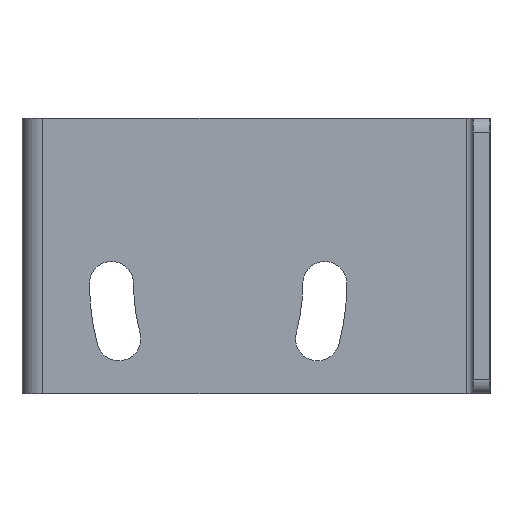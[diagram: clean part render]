
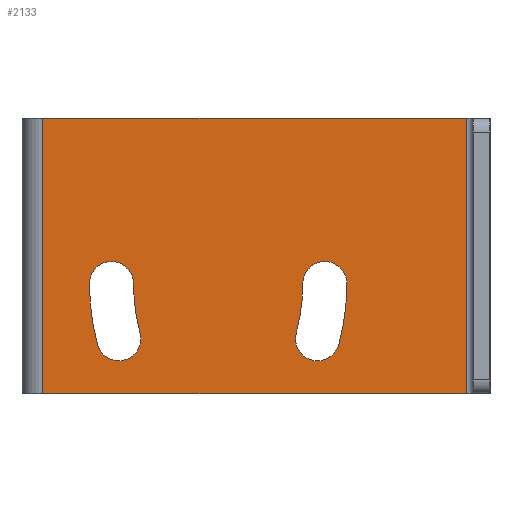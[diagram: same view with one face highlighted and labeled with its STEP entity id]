
A CAD part, left-side view. The second image highlights one B-rep face of the part: STEP entity #2133.
In plain terms, the highlighted planar face has unit normal (-1, 0, 0).
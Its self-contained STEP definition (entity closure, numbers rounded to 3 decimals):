
#64=DIRECTION('',(0.,-1.,0.));
#65=VECTOR('',#64,30.8);
#66=CARTESIAN_POINT('',(-4.9,2.9,-18.8));
#67=LINE('',#66,#65);
#986=DIRECTION('',(0.,0.,1.));
#987=VECTOR('',#986,20.);
#988=CARTESIAN_POINT('',(-4.9,-27.9,-18.8));
#989=LINE('',#988,#987);
#993=DIRECTION('',(0.,-1.,0.));
#994=VECTOR('',#993,30.8);
#995=CARTESIAN_POINT('',(-4.9,2.9,1.2));
#996=LINE('',#995,#994);
#1000=CARTESIAN_POINT('',(-4.9,-17.6,-10.8));
#1001=DIRECTION('',(-1.,0.,0.));
#1002=DIRECTION('',(0.,-1.,0.));
#1003=AXIS2_PLACEMENT_3D('',#1000,#1001,#1002);
#1008=CARTESIAN_POINT('',(-4.9,-17.6,-10.8));
#1009=DIRECTION('',(-1.,0.,0.));
#1010=DIRECTION('',(0.,0.,1.));
#1011=AXIS2_PLACEMENT_3D('',#1008,#1009,#1010);
#1016=CARTESIAN_POINT('',(-4.9,-2.1,-10.8));
#1017=DIRECTION('',(1.,0.,0.));
#1018=DIRECTION('',(0.,-1.,0.));
#1019=AXIS2_PLACEMENT_3D('',#1016,#1017,#1018);
#1024=CARTESIAN_POINT('',(-4.9,-17.072,-14.812));
#1025=DIRECTION('',(-1.,0.,0.));
#1026=DIRECTION('',(0.,0.966,0.259));
#1027=AXIS2_PLACEMENT_3D('',#1024,#1025,#1026);
#1032=CARTESIAN_POINT('',(-4.9,-17.072,-14.812));
#1033=DIRECTION('',(-1.,0.,0.));
#1034=DIRECTION('',(0.,0.,-1.));
#1035=AXIS2_PLACEMENT_3D('',#1032,#1033,#1034);
#1040=CARTESIAN_POINT('',(-4.9,-2.1,-10.8));
#1041=DIRECTION('',(-1.,0.,0.));
#1042=DIRECTION('',(0.,-0.966,-0.259));
#1043=AXIS2_PLACEMENT_3D('',#1040,#1041,#1042);
#1048=CARTESIAN_POINT('',(-4.9,-2.1,-10.8));
#1049=DIRECTION('',(-1.,0.,0.));
#1050=DIRECTION('',(0.,-1.,0.));
#1051=AXIS2_PLACEMENT_3D('',#1048,#1049,#1050);
#1056=CARTESIAN_POINT('',(-4.9,-2.1,-10.8));
#1057=DIRECTION('',(-1.,0.,0.));
#1058=DIRECTION('',(0.,0.,1.));
#1059=AXIS2_PLACEMENT_3D('',#1056,#1057,#1058);
#1064=CARTESIAN_POINT('',(-4.9,-17.6,-10.8));
#1065=DIRECTION('',(-1.,0.,0.));
#1066=DIRECTION('',(0.,1.,0.));
#1067=AXIS2_PLACEMENT_3D('',#1064,#1065,#1066);
#1072=CARTESIAN_POINT('',(-4.9,-2.628,-14.812));
#1073=DIRECTION('',(-1.,0.,0.));
#1074=DIRECTION('',(0.,0.966,-0.259));
#1075=AXIS2_PLACEMENT_3D('',#1072,#1073,#1074);
#1080=CARTESIAN_POINT('',(-4.9,-2.628,-14.812));
#1081=DIRECTION('',(-1.,0.,0.));
#1082=DIRECTION('',(0.,0.,-1.));
#1083=AXIS2_PLACEMENT_3D('',#1080,#1081,#1082);
#1088=CARTESIAN_POINT('',(-4.9,-17.6,-10.8));
#1089=DIRECTION('',(1.,0.,0.));
#1090=DIRECTION('',(0.,0.966,-0.259));
#1091=AXIS2_PLACEMENT_3D('',#1088,#1089,#1090);
#1103=DIRECTION('',(0.,0.,-1.));
#1104=VECTOR('',#1103,20.);
#1105=CARTESIAN_POINT('',(-4.9,2.9,1.2));
#1106=LINE('',#1105,#1104);
#1383=CARTESIAN_POINT('',(-4.9,2.9,-18.8));
#1384=VERTEX_POINT('',#1383);
#1385=CARTESIAN_POINT('',(-4.9,-27.9,-18.8));
#1386=VERTEX_POINT('',#1385);
#1603=CARTESIAN_POINT('',(-4.9,-27.9,1.2));
#1604=VERTEX_POINT('',#1603);
#1605=CARTESIAN_POINT('',(-4.9,2.9,1.2));
#1606=VERTEX_POINT('',#1605);
#1607=CARTESIAN_POINT('',(-4.9,-19.2,-10.8));
#1608=CARTESIAN_POINT('',(-4.9,-17.6,-9.2));
#1609=VERTEX_POINT('',#1607);
#1610=VERTEX_POINT('',#1608);
#1611=CARTESIAN_POINT('',(-4.9,-16.,-10.8));
#1612=VERTEX_POINT('',#1611);
#1613=CARTESIAN_POINT('',(-4.9,-15.526,-14.398));
#1614=VERTEX_POINT('',#1613);
#1615=CARTESIAN_POINT('',(-4.9,-17.072,-16.412));
#1616=VERTEX_POINT('',#1615);
#1617=CARTESIAN_POINT('',(-4.9,-18.617,-15.226));
#1618=VERTEX_POINT('',#1617);
#1619=CARTESIAN_POINT('',(-4.9,-3.7,-10.8));
#1620=CARTESIAN_POINT('',(-4.9,-2.1,-9.2));
#1621=VERTEX_POINT('',#1619);
#1622=VERTEX_POINT('',#1620);
#1623=CARTESIAN_POINT('',(-4.9,-0.5,-10.8));
#1624=VERTEX_POINT('',#1623);
#1625=CARTESIAN_POINT('',(-4.9,-1.083,-15.226));
#1626=VERTEX_POINT('',#1625);
#1627=CARTESIAN_POINT('',(-4.9,-2.628,-16.412));
#1628=VERTEX_POINT('',#1627);
#1629=CARTESIAN_POINT('',(-4.9,-4.174,-14.398));
#1630=VERTEX_POINT('',#1629);
#2092=CARTESIAN_POINT('',(-4.9,-12.5,-8.8));
#2093=DIRECTION('',(1.,0.,0.));
#2094=DIRECTION('',(0.,-1.,0.));
#2095=AXIS2_PLACEMENT_3D('',#2092,#2093,#2094);
#2096=PLANE('',#2095);
#2098=ORIENTED_EDGE('',*,*,#2097,.F.);
#2100=ORIENTED_EDGE('',*,*,#2099,.T.);
#2101=ORIENTED_EDGE('',*,*,#2085,.F.);
#2102=ORIENTED_EDGE('',*,*,#1644,.F.);
#2103=EDGE_LOOP('',(#2098,#2100,#2101,#2102));
#2104=FACE_OUTER_BOUND('',#2103,.F.);
#2106=ORIENTED_EDGE('',*,*,#2105,.T.);
#2108=ORIENTED_EDGE('',*,*,#2107,.T.);
#2110=ORIENTED_EDGE('',*,*,#2109,.T.);
#2112=ORIENTED_EDGE('',*,*,#2111,.T.);
#2114=ORIENTED_EDGE('',*,*,#2113,.T.);
#2116=ORIENTED_EDGE('',*,*,#2115,.T.);
#2117=EDGE_LOOP('',(#2106,#2108,#2110,#2112,#2114,#2116));
#2118=FACE_BOUND('',#2117,.F.);
#2120=ORIENTED_EDGE('',*,*,#2119,.T.);
#2122=ORIENTED_EDGE('',*,*,#2121,.T.);
#2124=ORIENTED_EDGE('',*,*,#2123,.T.);
#2126=ORIENTED_EDGE('',*,*,#2125,.T.);
#2128=ORIENTED_EDGE('',*,*,#2127,.T.);
#2130=ORIENTED_EDGE('',*,*,#2129,.T.);
#2131=EDGE_LOOP('',(#2120,#2122,#2124,#2126,#2128,#2130));
#2132=FACE_BOUND('',#2131,.F.);
#2133=ADVANCED_FACE('',(#2104,#2118,#2132),#2096,.F.);
#1004=CIRCLE('',#1003,1.6);
#1012=CIRCLE('',#1011,1.6);
#1020=CIRCLE('',#1019,13.9);
#1028=CIRCLE('',#1027,1.6);
#1036=CIRCLE('',#1035,1.6);
#1044=CIRCLE('',#1043,17.1);
#1052=CIRCLE('',#1051,1.6);
#1060=CIRCLE('',#1059,1.6);
#1068=CIRCLE('',#1067,17.1);
#1076=CIRCLE('',#1075,1.6);
#1084=CIRCLE('',#1083,1.6);
#1092=CIRCLE('',#1091,13.9);
#1644=EDGE_CURVE('',#1384,#1386,#67,.T.);
#2085=EDGE_CURVE('',#1386,#1604,#989,.T.);
#2097=EDGE_CURVE('',#1606,#1384,#1106,.T.);
#2099=EDGE_CURVE('',#1606,#1604,#996,.T.);
#2105=EDGE_CURVE('',#1609,#1610,#1004,.T.);
#2107=EDGE_CURVE('',#1610,#1612,#1012,.T.);
#2109=EDGE_CURVE('',#1612,#1614,#1020,.T.);
#2111=EDGE_CURVE('',#1614,#1616,#1028,.T.);
#2113=EDGE_CURVE('',#1616,#1618,#1036,.T.);
#2115=EDGE_CURVE('',#1618,#1609,#1044,.T.);
#2119=EDGE_CURVE('',#1621,#1622,#1052,.T.);
#2121=EDGE_CURVE('',#1622,#1624,#1060,.T.);
#2123=EDGE_CURVE('',#1624,#1626,#1068,.T.);
#2125=EDGE_CURVE('',#1626,#1628,#1076,.T.);
#2127=EDGE_CURVE('',#1628,#1630,#1084,.T.);
#2129=EDGE_CURVE('',#1630,#1621,#1092,.T.);
